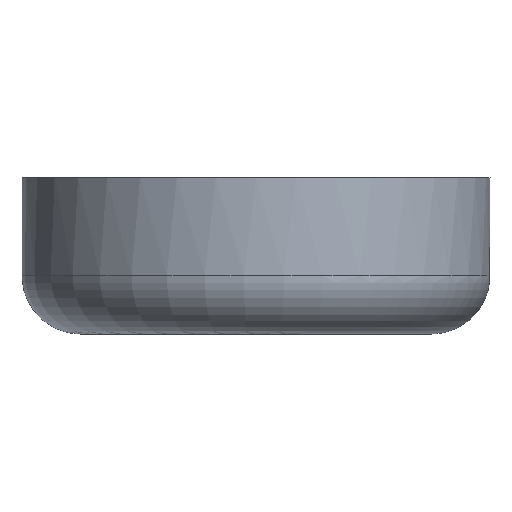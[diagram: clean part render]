
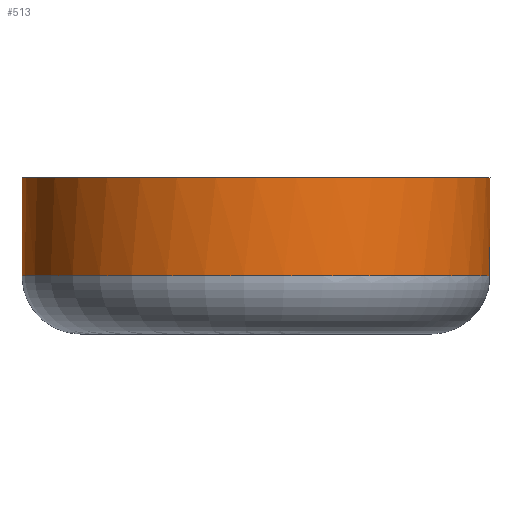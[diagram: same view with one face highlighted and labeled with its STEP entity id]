
A CAD part, left-side view. The second image highlights one B-rep face of the part: STEP entity #513.
In plain terms, the highlighted cylindrical face has radius 76.2 mm (diameter 152.4 mm), a partial arc.
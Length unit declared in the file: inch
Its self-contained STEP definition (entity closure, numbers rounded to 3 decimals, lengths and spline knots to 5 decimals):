
#26=B_SPLINE_CURVE_WITH_KNOTS('',3,(#840,#841,#842,#843,#844,#845,#846,
#847,#848,#849,#850,#851),.UNSPECIFIED.,.F.,.F.,(4,2,2,2,2,4),(-5.40727,
-5.30613,-5.20499,-5.00271,-4.59325,
-4.18379),.UNSPECIFIED.);
#27=B_SPLINE_CURVE_WITH_KNOTS('',3,(#853,#854,#855,#856,#857,#858,#859,
#860,#861,#862,#863,#864),.UNSPECIFIED.,.F.,.F.,(4,2,2,2,2,4),(-4.18379,
-3.66409,-3.14438,-2.8528,-2.77822,
-2.70363),.UNSPECIFIED.);
#28=B_SPLINE_CURVE_WITH_KNOTS('',3,(#870,#871,#872,#873,#874,#875,#876,
#877,#878,#879,#880,#881,#882,#883,#884,#885,#886,#887,#888,#889,#890,#891,
#892),.UNSPECIFIED.,.F.,.F.,(4,2,2,2,2,3,2,2,2,2,4),(-1.22348,
-0.81402,-0.40456,-0.20228,-0.10114,
0.,0.10114,0.20228,0.40456,0.81402,
1.22348),.UNSPECIFIED.);
#29=B_SPLINE_CURVE_WITH_KNOTS('',3,(#893,#894,#895,#896,#897,#898,#899,
#900,#901,#902,#903,#904,#905,#906,#907,#908,#909,#910,#911,#912,#913,#914),
 .UNSPECIFIED.,.F.,.F.,(4,2,2,2,2,2,2,2,2,2,4),(1.22348,1.74318,
2.26289,2.55447,2.62905,2.70363,2.77822,
2.8528,3.14438,3.66409,4.18379),
 .UNSPECIFIED.);
#33=CYLINDRICAL_SURFACE('',#569,3.);
#50=FACE_BOUND('',#94,.T.);
#58=FACE_OUTER_BOUND('',#93,.T.);
#93=EDGE_LOOP('',(#365,#366,#367,#368,#369,#370,#371));
#94=EDGE_LOOP('',(#372,#373));
#134=CIRCLE('',#562,3.);
#141=CIRCLE('',#570,3.);
#142=CIRCLE('',#571,3.);
#175=LINE('',#836,#205);
#176=LINE('',#867,#206);
#205=VECTOR('',#658,1.25);
#206=VECTOR('',#663,1.25);
#232=VERTEX_POINT('',#811);
#234=VERTEX_POINT('',#815);
#243=VERTEX_POINT('',#835);
#244=VERTEX_POINT('',#837);
#245=VERTEX_POINT('',#839);
#246=VERTEX_POINT('',#852);
#247=VERTEX_POINT('',#865);
#248=VERTEX_POINT('',#868);
#249=VERTEX_POINT('',#869);
#281=EDGE_CURVE('',#234,#232,#134,.T.);
#290=EDGE_CURVE('',#243,#234,#175,.F.);
#291=EDGE_CURVE('',#243,#244,#141,.T.);
#292=EDGE_CURVE('',#244,#245,#26,.T.);
#293=EDGE_CURVE('',#245,#246,#27,.T.);
#294=EDGE_CURVE('',#246,#247,#142,.T.);
#295=EDGE_CURVE('',#247,#232,#176,.F.);
#296=EDGE_CURVE('',#248,#249,#28,.T.);
#297=EDGE_CURVE('',#249,#248,#29,.T.);
#365=ORIENTED_EDGE('',*,*,#290,.F.);
#366=ORIENTED_EDGE('',*,*,#291,.T.);
#367=ORIENTED_EDGE('',*,*,#292,.T.);
#368=ORIENTED_EDGE('',*,*,#293,.T.);
#369=ORIENTED_EDGE('',*,*,#294,.T.);
#370=ORIENTED_EDGE('',*,*,#295,.T.);
#371=ORIENTED_EDGE('',*,*,#281,.F.);
#372=ORIENTED_EDGE('',*,*,#296,.T.);
#373=ORIENTED_EDGE('',*,*,#297,.T.);
#513=ADVANCED_FACE('',(#58,#50),#33,.T.);
#562=AXIS2_PLACEMENT_3D('',#817,#640,#641);
#569=AXIS2_PLACEMENT_3D('',#834,#656,#657);
#570=AXIS2_PLACEMENT_3D('',#838,#659,#660);
#571=AXIS2_PLACEMENT_3D('',#866,#661,#662);
#640=DIRECTION('center_axis',(0.,0.,1.));
#641=DIRECTION('ref_axis',(1.,0.,0.));
#656=DIRECTION('center_axis',(0.,0.,-1.));
#657=DIRECTION('ref_axis',(-1.,0.,0.));
#658=DIRECTION('',(0.,0.,-1.));
#659=DIRECTION('center_axis',(0.,0.,1.));
#660=DIRECTION('ref_axis',(1.,0.,0.));
#661=DIRECTION('center_axis',(0.,0.,1.));
#662=DIRECTION('ref_axis',(1.,0.,0.));
#663=DIRECTION('',(0.,0.,-1.));
#811=CARTESIAN_POINT('',(2.99853,-0.09375,2.));
#815=CARTESIAN_POINT('',(2.99853,0.09375,2.));
#817=CARTESIAN_POINT('Origin',(0.,0.,2.));
#834=CARTESIAN_POINT('Origin',(0.,0.,2.));
#835=CARTESIAN_POINT('',(2.99853,0.09375,0.75));
#836=CARTESIAN_POINT('',(2.99853,0.09375,2.));
#837=CARTESIAN_POINT('',(2.40125,-1.79833,0.75));
#838=CARTESIAN_POINT('Origin',(0.,0.,0.75));
#839=CARTESIAN_POINT('',(2.62,-1.46137,0.96875));
#840=CARTESIAN_POINT('Ctrl Pts',(2.40125,-1.79833,0.75));
#841=CARTESIAN_POINT('Ctrl Pts',(2.40125,-1.79833,0.76327));
#842=CARTESIAN_POINT('Ctrl Pts',(2.40248,-1.7967,0.77661));
#843=CARTESIAN_POINT('Ctrl Pts',(2.40722,-1.79033,0.80245));
#844=CARTESIAN_POINT('Ctrl Pts',(2.41074,-1.7856,0.81495));
#845=CARTESIAN_POINT('Ctrl Pts',(2.42388,-1.76778,0.85006));
#846=CARTESIAN_POINT('Ctrl Pts',(2.43618,-1.75086,0.87024));
#847=CARTESIAN_POINT('Ctrl Pts',(2.47366,-1.69791,0.91753));
#848=CARTESIAN_POINT('Ctrl Pts',(2.50377,-1.65357,0.93817));
#849=CARTESIAN_POINT('Ctrl Pts',(2.56384,-1.5588,0.96393));
#850=CARTESIAN_POINT('Ctrl Pts',(2.59382,-1.5083,0.96875));
#851=CARTESIAN_POINT('Ctrl Pts',(2.62,-1.46137,0.96875));
#852=CARTESIAN_POINT('',(2.83875,-0.97031,0.75));
#853=CARTESIAN_POINT('Ctrl Pts',(2.62,-1.46137,0.96875));
#854=CARTESIAN_POINT('Ctrl Pts',(2.65322,-1.40181,0.96875));
#855=CARTESIAN_POINT('Ctrl Pts',(2.68718,-1.33579,0.96098));
#856=CARTESIAN_POINT('Ctrl Pts',(2.74848,-1.20462,0.93033));
#857=CARTESIAN_POINT('Ctrl Pts',(2.77589,-1.13936,0.90803));
#858=CARTESIAN_POINT('Ctrl Pts',(2.8102,-1.05069,0.86011));
#859=CARTESIAN_POINT('Ctrl Pts',(2.82353,-1.01402,0.83591));
#860=CARTESIAN_POINT('Ctrl Pts',(2.83347,-0.98564,0.79842));
#861=CARTESIAN_POINT('Ctrl Pts',(2.83539,-0.98009,0.78942));
#862=CARTESIAN_POINT('Ctrl Pts',(2.83804,-0.97239,0.77012));
#863=CARTESIAN_POINT('Ctrl Pts',(2.83875,-0.97031,0.75979));
#864=CARTESIAN_POINT('Ctrl Pts',(2.83875,-0.97031,0.75));
#865=CARTESIAN_POINT('',(2.99853,-0.09375,0.75));
#866=CARTESIAN_POINT('Origin',(0.,0.,0.75));
#867=CARTESIAN_POINT('',(2.99853,-0.09375,2.));
#868=CARTESIAN_POINT('',(2.62,-1.46137,1.28125));
#869=CARTESIAN_POINT('',(2.62,-1.46137,1.71875));
#870=CARTESIAN_POINT('Ctrl Pts',(2.62,-1.46137,1.28125));
#871=CARTESIAN_POINT('Ctrl Pts',(2.59382,-1.5083,1.28125));
#872=CARTESIAN_POINT('Ctrl Pts',(2.56384,-1.5588,1.28607));
#873=CARTESIAN_POINT('Ctrl Pts',(2.50377,-1.65357,1.31183));
#874=CARTESIAN_POINT('Ctrl Pts',(2.47366,-1.69791,1.33247));
#875=CARTESIAN_POINT('Ctrl Pts',(2.43618,-1.75086,1.37976));
#876=CARTESIAN_POINT('Ctrl Pts',(2.42388,-1.76778,1.39994));
#877=CARTESIAN_POINT('Ctrl Pts',(2.41074,-1.7856,1.43505));
#878=CARTESIAN_POINT('Ctrl Pts',(2.40722,-1.79033,1.44755));
#879=CARTESIAN_POINT('Ctrl Pts',(2.40248,-1.7967,1.47339));
#880=CARTESIAN_POINT('Ctrl Pts',(2.40125,-1.79833,1.48673));
#881=CARTESIAN_POINT('Ctrl Pts',(2.40125,-1.79833,1.5));
#882=CARTESIAN_POINT('Ctrl Pts',(2.40125,-1.79833,1.51327));
#883=CARTESIAN_POINT('Ctrl Pts',(2.40248,-1.7967,1.52661));
#884=CARTESIAN_POINT('Ctrl Pts',(2.40722,-1.79033,1.55245));
#885=CARTESIAN_POINT('Ctrl Pts',(2.41074,-1.7856,1.56495));
#886=CARTESIAN_POINT('Ctrl Pts',(2.42388,-1.76778,1.60006));
#887=CARTESIAN_POINT('Ctrl Pts',(2.43618,-1.75086,1.62024));
#888=CARTESIAN_POINT('Ctrl Pts',(2.47366,-1.69791,1.66753));
#889=CARTESIAN_POINT('Ctrl Pts',(2.50377,-1.65357,1.68817));
#890=CARTESIAN_POINT('Ctrl Pts',(2.56384,-1.5588,1.71393));
#891=CARTESIAN_POINT('Ctrl Pts',(2.59382,-1.5083,1.71875));
#892=CARTESIAN_POINT('Ctrl Pts',(2.62,-1.46137,1.71875));
#893=CARTESIAN_POINT('Ctrl Pts',(2.62,-1.46137,1.71875));
#894=CARTESIAN_POINT('Ctrl Pts',(2.65322,-1.40181,1.71875));
#895=CARTESIAN_POINT('Ctrl Pts',(2.68718,-1.33579,1.71098));
#896=CARTESIAN_POINT('Ctrl Pts',(2.74848,-1.20462,1.68033));
#897=CARTESIAN_POINT('Ctrl Pts',(2.77589,-1.13936,1.65803));
#898=CARTESIAN_POINT('Ctrl Pts',(2.8102,-1.05069,1.61011));
#899=CARTESIAN_POINT('Ctrl Pts',(2.82353,-1.01402,1.58591));
#900=CARTESIAN_POINT('Ctrl Pts',(2.83347,-0.98564,1.54842));
#901=CARTESIAN_POINT('Ctrl Pts',(2.83539,-0.98009,1.53942));
#902=CARTESIAN_POINT('Ctrl Pts',(2.83804,-0.97239,1.52012));
#903=CARTESIAN_POINT('Ctrl Pts',(2.83875,-0.97031,1.50979));
#904=CARTESIAN_POINT('Ctrl Pts',(2.83875,-0.97031,1.49021));
#905=CARTESIAN_POINT('Ctrl Pts',(2.83804,-0.97239,1.47988));
#906=CARTESIAN_POINT('Ctrl Pts',(2.83539,-0.98009,1.46058));
#907=CARTESIAN_POINT('Ctrl Pts',(2.83347,-0.98564,1.45158));
#908=CARTESIAN_POINT('Ctrl Pts',(2.82353,-1.01402,1.41409));
#909=CARTESIAN_POINT('Ctrl Pts',(2.8102,-1.05069,1.38989));
#910=CARTESIAN_POINT('Ctrl Pts',(2.77589,-1.13936,1.34197));
#911=CARTESIAN_POINT('Ctrl Pts',(2.74848,-1.20462,1.31967));
#912=CARTESIAN_POINT('Ctrl Pts',(2.68718,-1.33579,1.28902));
#913=CARTESIAN_POINT('Ctrl Pts',(2.65322,-1.40181,1.28125));
#914=CARTESIAN_POINT('Ctrl Pts',(2.62,-1.46137,1.28125));
